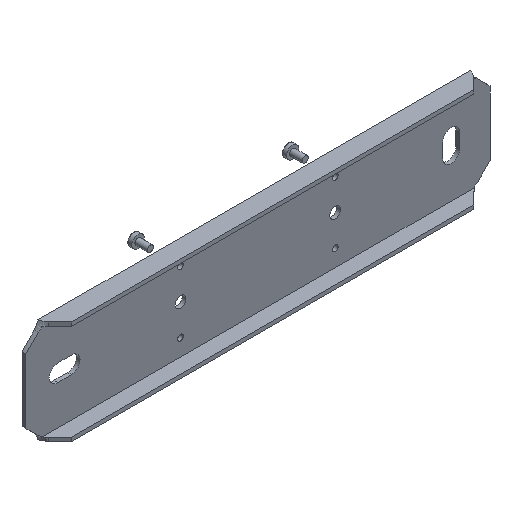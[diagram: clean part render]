
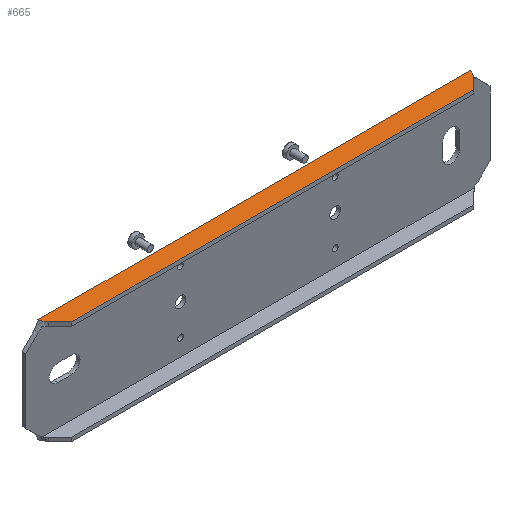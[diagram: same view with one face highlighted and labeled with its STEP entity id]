
A CAD part, isometric view. The second image highlights one B-rep face of the part: STEP entity #665.
In plain terms, the highlighted face is planar.
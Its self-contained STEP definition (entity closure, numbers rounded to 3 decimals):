
#98 = ORIENTED_EDGE ( 'NONE', *, *, #909, .F. ) ;
#103 = LINE ( 'NONE', #113, #1761 ) ;
#112 = VECTOR ( 'NONE', #554, 1000. ) ;
#113 = CARTESIAN_POINT ( 'NONE',  ( 33.5, 0., 150. ) ) ;
#124 = CARTESIAN_POINT ( 'NONE',  ( 33.5, 0., -139.678 ) ) ;
#177 = AXIS2_PLACEMENT_3D ( 'NONE', #1964, #541, #1809 ) ;
#189 = VERTEX_POINT ( 'NONE', #1446 ) ;
#192 = LINE ( 'NONE', #1903, #1900 ) ;
#199 = ORIENTED_EDGE ( 'NONE', *, *, #573, .T. ) ;
#234 = ORIENTED_EDGE ( 'NONE', *, *, #548, .T. ) ;
#322 = EDGE_CURVE ( 'NONE', #1771, #1490, #103, .T. ) ;
#385 = CARTESIAN_POINT ( 'NONE',  ( 33.5, 1.566, -139.127 ) ) ;
#404 = CARTESIAN_POINT ( 'NONE',  ( 33.5, -8., -150. ) ) ;
#418 = CARTESIAN_POINT ( 'NONE',  ( 33.5, 3.069, 138.377 ) ) ;
#507 = DIRECTION ( 'NONE',  ( 0., 0., -1. ) ) ;
#533 = ORIENTED_EDGE ( 'NONE', *, *, #1369, .T. ) ;
#541 = DIRECTION ( 'NONE',  ( 1., 0., 0. ) ) ;
#542 = ORIENTED_EDGE ( 'NONE', *, *, #1391, .F. ) ;
#548 = EDGE_CURVE ( 'NONE', #189, #1771, #1859, .T. ) ;
#554 = DIRECTION ( 'NONE',  ( 0., -0.707, 0.707 ) ) ;
#559 = CARTESIAN_POINT ( 'NONE',  ( 33.5, 3.786, -137.94 ) ) ;
#571 = LINE ( 'NONE', #1672, #112 ) ;
#573 = EDGE_CURVE ( 'NONE', #884, #189, #571, .T. ) ;
#575 = DIRECTION ( 'NONE',  ( 0., 0., -1. ) ) ;
#616 = CARTESIAN_POINT ( 'NONE',  ( 33.5, 0., 139.678 ) ) ;
#665 = ADVANCED_FACE ( 'NONE', ( #1016 ), #1330, .T. ) ;
#720 = CARTESIAN_POINT ( 'NONE',  ( 33.5, 3.069, -138.377 ) ) ;
#722 = VERTEX_POINT ( 'NONE', #1686 ) ;
#795 = CARTESIAN_POINT ( 'NONE',  ( 33.5, 12., 130. ) ) ;
#832 = ORIENTED_EDGE ( 'NONE', *, *, #322, .T. ) ;
#873 = CARTESIAN_POINT ( 'NONE',  ( 33.5, 0., 139.678 ) ) ;
#884 = VERTEX_POINT ( 'NONE', #795 ) ;
#909 = EDGE_CURVE ( 'NONE', #884, #1567, #192, .T. ) ;
#1002 = LINE ( 'NONE', #404, #1908 ) ;
#1016 = FACE_OUTER_BOUND ( 'NONE', #1499, .T. ) ;
#1074 = CARTESIAN_POINT ( 'NONE',  ( 33.5, 12., -130. ) ) ;
#1330 = PLANE ( 'NONE',  #177 ) ;
#1341 = CARTESIAN_POINT ( 'NONE',  ( 33.5, 4.5, 137.5 ) ) ;
#1369 = EDGE_CURVE ( 'NONE', #722, #1567, #1002, .T. ) ;
#1387 = CARTESIAN_POINT ( 'NONE',  ( 33.5, 0., -139.678 ) ) ;
#1391 = EDGE_CURVE ( 'NONE', #722, #1490, #1884, .T. ) ;
#1446 = CARTESIAN_POINT ( 'NONE',  ( 33.5, 4.5, 137.5 ) ) ;
#1490 = VERTEX_POINT ( 'NONE', #1387 ) ;
#1499 = EDGE_LOOP ( 'NONE', ( #199, #234, #832, #542, #533, #98 ) ) ;
#1508 = CARTESIAN_POINT ( 'NONE',  ( 33.5, 1.566, 139.127 ) ) ;
#1517 = CARTESIAN_POINT ( 'NONE',  ( 33.5, 3.786, 137.94 ) ) ;
#1567 = VERTEX_POINT ( 'NONE', #1074 ) ;
#1626 = DIRECTION ( 'NONE',  ( 0., 0.707, 0.707 ) ) ;
#1645 = CARTESIAN_POINT ( 'NONE',  ( 33.5, 0.793, 139.434 ) ) ;
#1672 = CARTESIAN_POINT ( 'NONE',  ( 33.5, -8., 150. ) ) ;
#1686 = CARTESIAN_POINT ( 'NONE',  ( 33.5, 4.5, -137.5 ) ) ;
#1761 = VECTOR ( 'NONE', #575, 1000. ) ;
#1771 = VERTEX_POINT ( 'NONE', #616 ) ;
#1803 = CARTESIAN_POINT ( 'NONE',  ( 33.5, 4.5, -137.5 ) ) ;
#1809 = DIRECTION ( 'NONE',  ( 0., 0., -1. ) ) ;
#1859 = B_SPLINE_CURVE_WITH_KNOTS ( 'NONE', 3,
 ( #1341, #1517, #418, #1508, #1645, #873 ),
 .UNSPECIFIED., .F., .F.,
 ( 4, 2, 4 ),
 ( 0.003, 0.005, 0.008 ),
 .UNSPECIFIED. ) ;
#1884 = B_SPLINE_CURVE_WITH_KNOTS ( 'NONE', 3,
 ( #1803, #559, #720, #385, #1950, #124 ),
 .UNSPECIFIED., .F., .F.,
 ( 4, 2, 4 ),
 ( 0.003, 0.005, 0.008 ),
 .UNSPECIFIED. ) ;
#1900 = VECTOR ( 'NONE', #507, 1000. ) ;
#1903 = CARTESIAN_POINT ( 'NONE',  ( 33.5, 12., 150. ) ) ;
#1908 = VECTOR ( 'NONE', #1626, 1000. ) ;
#1950 = CARTESIAN_POINT ( 'NONE',  ( 33.5, 0.793, -139.434 ) ) ;
#1964 = CARTESIAN_POINT ( 'NONE',  ( 33.5, 0., 150. ) ) ;
